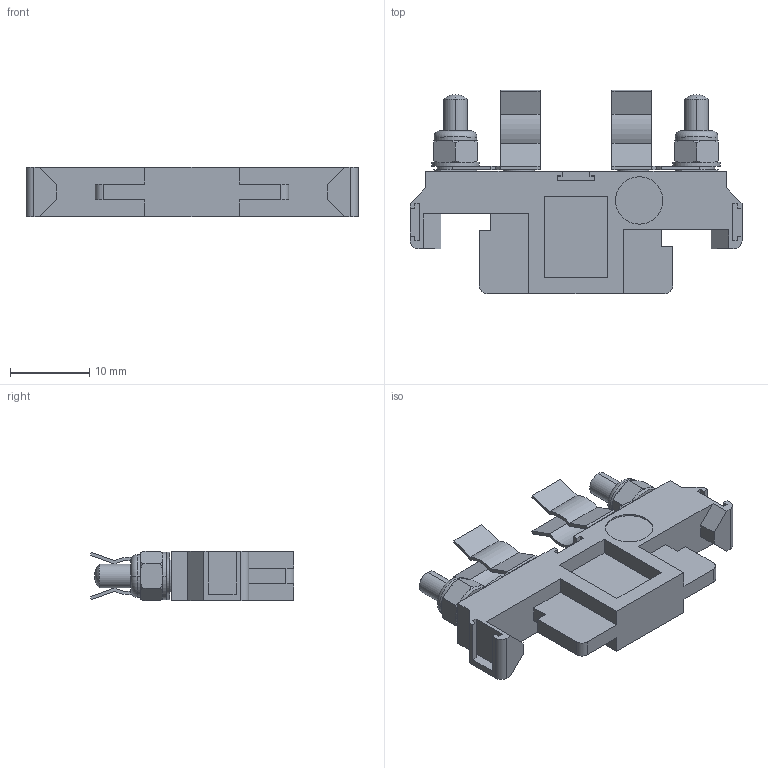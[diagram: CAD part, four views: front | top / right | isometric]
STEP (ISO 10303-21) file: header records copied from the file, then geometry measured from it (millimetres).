
FILE_DESCRIPTION((''),'2;1');
FILE_NAME('00118153334','2020-09-22T',('presta_be4'),(''),'CREO PARAMETRIC BY PTC INC, 2018360','CREO PARAMETRIC BY PTC INC, 2018360','');
FILE_SCHEMA(('CONFIG_CONTROL_DESIGN'));
Length unit declared in the file: millimetre
Products named in the file (1): 00118153334
Bounding box: 42 x 25.75 x 6.33 mm (x, y, z)
Volume: 2623.8 mm3; surface area: 3189.9 mm2
Topology: 7 solids, 7 shells, 295 faces, 766 edges, 502 vertices
Faces by surface type: plane 167, cylinder 88, cone 28, torus 8, sphere 4
Entity records: 9202 total; most frequent: CARTESIAN_POINT 1807, DIRECTION 1532, ORIENTED_EDGE 1524, EDGE_CURVE 762, AXIS2_PLACEMENT_3D 523, VERTEX_POINT 502, VECTOR 486, LINE 486
